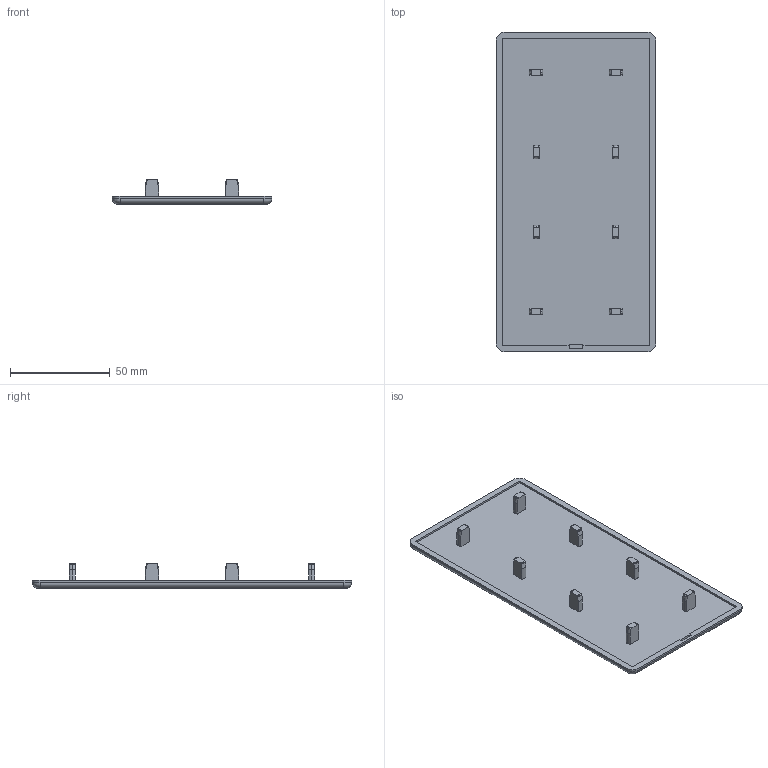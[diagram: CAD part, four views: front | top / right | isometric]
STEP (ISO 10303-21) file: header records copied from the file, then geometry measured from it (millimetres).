
FILE_DESCRIPTION (( 'STEP AP214' ), '1' );
FILE_NAME ('091118.STEP', '2013-12-05T10:49:21', ( '' ), ( '' ), 'SwSTEP 2.0', 'SolidWorks 2012', '' );
FILE_SCHEMA (( 'AUTOMOTIVE_DESIGN' ));
Length unit declared in the file: millimetre
Products named in the file (1): 091118
Bounding box: 80 x 160 x 12.5 mm (x, y, z)
Volume: 40269 mm3; surface area: 28677.4 mm2
Topology: 1 solids, 1 shells, 113 faces, 294 edges, 192 vertices
Faces by surface type: plane 41, cylinder 28, torus 24, cone 20
Entity records: 3674 total; most frequent: CARTESIAN_POINT 888, ORIENTED_EDGE 588, DIRECTION 566, EDGE_CURVE 294, AXIS2_PLACEMENT_3D 222, VERTEX_POINT 192, EDGE_LOOP 122, VECTOR 122
